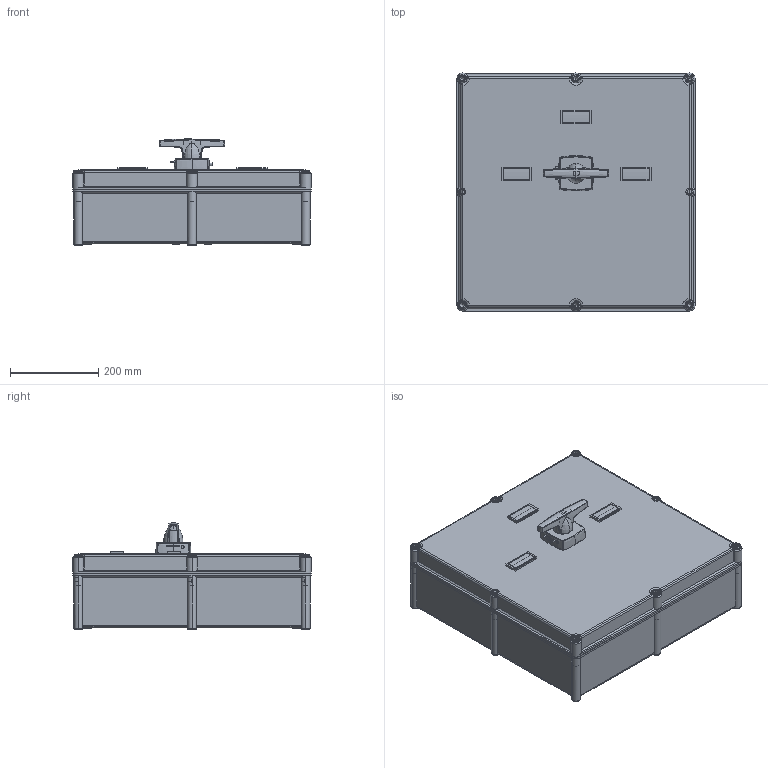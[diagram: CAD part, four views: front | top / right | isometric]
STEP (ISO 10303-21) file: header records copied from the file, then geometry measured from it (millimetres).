
FILE_DESCRIPTION (( 'STEP AP214' ), '1' );
FILE_NAME ('SSK32-250-4.STEP', '2017-07-19T14:39:03', ( '' ), ( '' ), 'SwSTEP 2.0', 'SolidWorks 2017', '' );
FILE_SCHEMA (( 'AUTOMOTIVE_DESIGN' ));
Length unit declared in the file: millimetre
Products named in the file (2): SSK32-250-4; SSK32-250-4-1
Assembly tree (1 placements, depth 2):
  SSK32-250-4
    SSK32-250-4-1
Bounding box: 540 x 540 x 241.36 mm (x, y, z)
Volume: 6745180.1 mm3; surface area: 3370056.7 mm2
Topology: 39 solids, 40 shells, 3550 faces, 9425 edges, 5998 vertices
Faces by surface type: plane 1995, cylinder 1134, torus 154, cone 139, bspline 82, sphere 46
Entity records: 116729 total; most frequent: CARTESIAN_POINT 25775, ORIENTED_EDGE 18730, DIRECTION 18677, EDGE_CURVE 9365, AXIS2_PLACEMENT_3D 6322, LINE 6033, VECTOR 6033, VERTEX_POINT 5998
